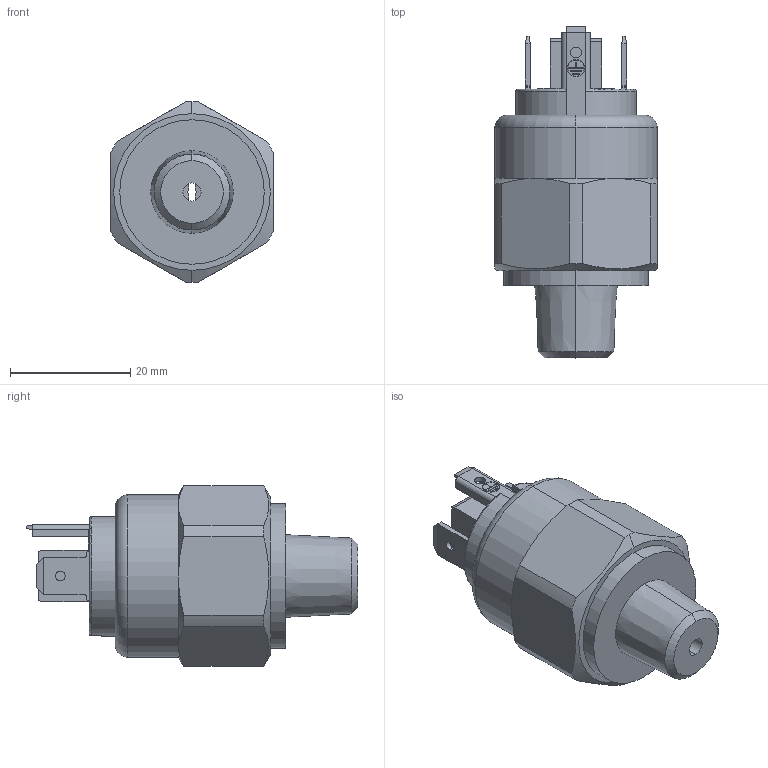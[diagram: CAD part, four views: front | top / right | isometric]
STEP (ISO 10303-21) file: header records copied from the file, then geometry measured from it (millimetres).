
FILE_DESCRIPTION (( 'STEP AP214' ), '1' );
FILE_NAME ('377.STEP', '2020-02-11T10:06:20', ( '' ), ( '' ), 'SwSTEP 2.0', 'SolidWorks 2019', '' );
FILE_SCHEMA (( 'AUTOMOTIVE_DESIGN' ));
Length unit declared in the file: millimetre
Products named in the file (1): 377
Bounding box: 27 x 55.1 x 30 mm (x, y, z)
Surface area: 5881.6 mm2 (no closed solid volume)
Topology: 0 solids, 8 shells, 253 faces, 922 edges, 665 vertices
Faces by surface type: plane 163, cylinder 45, bspline 24, cone 17, torus 4
Entity records: 14570 total; most frequent: CARTESIAN_POINT 4225, ORIENTED_EDGE 1447, DIRECTION 1444, EDGE_CURVE 922, VERTEX_POINT 665, LINE 636, VECTOR 636, AXIS2_PLACEMENT_3D 404
